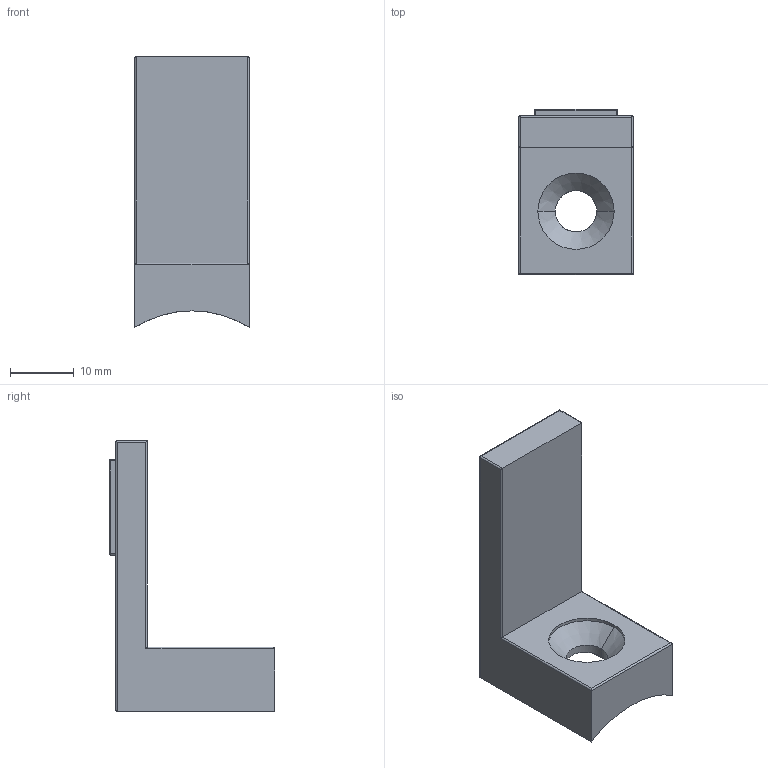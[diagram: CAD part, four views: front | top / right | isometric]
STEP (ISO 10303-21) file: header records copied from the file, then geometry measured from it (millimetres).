
FILE_DESCRIPTION (( 'STEP AP203' ), '1' );
FILE_NAME ('60500-240-34.step', '2017-05-04T14:57:32', ( '' ), ( '' ), 'SwSTEP 2.0', 'SolidWorks 2015', '' );
FILE_SCHEMA (( 'CONFIG_CONTROL_DESIGN' ));
Length unit declared in the file: millimetre
Products named in the file (1): 60500-240-34
Bounding box: 18 x 26 x 42.6 mm (x, y, z)
Volume: 5882.6 mm3; surface area: 3848 mm2
Topology: 2 solids, 2 shells, 308 faces, 808 edges, 528 vertices
Faces by surface type: plane 123, bspline 121, cylinder 57, sphere 4, cone 2, torus 1
Entity records: 14597 total; most frequent: CARTESIAN_POINT 7789, ORIENTED_EDGE 1608, DIRECTION 1021, EDGE_CURVE 804, VERTEX_POINT 528, VECTOR 387, LINE 387, EDGE_LOOP 338
